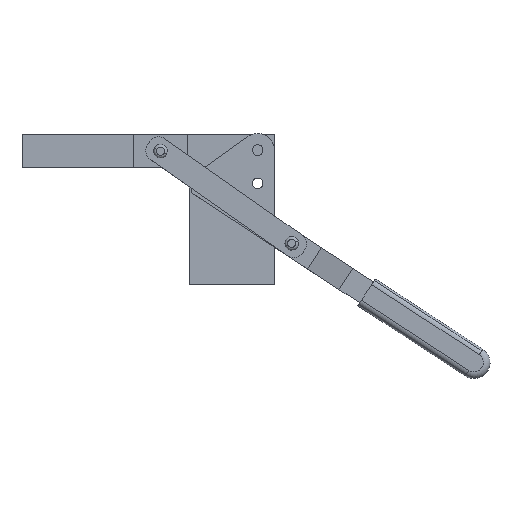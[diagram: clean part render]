
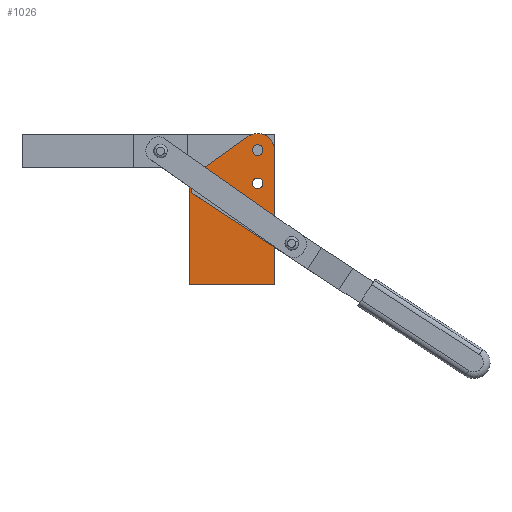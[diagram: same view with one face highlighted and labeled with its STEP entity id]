
A CAD part, top view. The second image highlights one B-rep face of the part: STEP entity #1026.
In plain terms, the highlighted planar face has unit normal (0, 0, 1).
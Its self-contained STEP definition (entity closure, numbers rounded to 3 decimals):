
#592=CARTESIAN_POINT('',(36.573,86.028,24.7));
#593=VERTEX_POINT('',#592);
#602=CARTESIAN_POINT('',(44.573,86.028,24.7));
#603=VERTEX_POINT('',#602);
#604=CARTESIAN_POINT('',(40.573,86.028,24.7));
#605=DIRECTION('',(0.0,0.0,-1.0));
#606=DIRECTION('',(-1.0,0.0,0.0));
#607=AXIS2_PLACEMENT_3D('',#604,#605,#606);
#608=CIRCLE('',#607,4.0);
#609=EDGE_CURVE('',#603,#593,#608,.T.);
#634=CARTESIAN_POINT('',(36.573,61.028,24.7));
#635=VERTEX_POINT('',#634);
#644=CARTESIAN_POINT('',(44.573,61.028,24.7));
#645=VERTEX_POINT('',#644);
#646=CARTESIAN_POINT('',(40.573,61.028,24.7));
#647=DIRECTION('',(0.0,0.0,-1.0));
#648=DIRECTION('',(-1.0,0.0,0.0));
#649=AXIS2_PLACEMENT_3D('',#646,#647,#648);
#650=CIRCLE('',#649,4.0);
#651=EDGE_CURVE('',#645,#635,#650,.T.);
#676=CARTESIAN_POINT('',(-3.727,57.528,24.7));
#677=VERTEX_POINT('',#676);
#686=CARTESIAN_POINT('',(8.873,57.528,24.7));
#687=VERTEX_POINT('',#686);
#688=CARTESIAN_POINT('',(2.573,57.528,24.7));
#689=DIRECTION('',(0.0,0.0,-1.0));
#690=DIRECTION('',(-1.0,0.0,0.0));
#691=AXIS2_PLACEMENT_3D('',#688,#689,#690);
#692=CIRCLE('',#691,6.3);
#693=EDGE_CURVE('',#687,#677,#692,.T.);
#727=CARTESIAN_POINT('',(2.573,57.528,24.7));
#728=DIRECTION('',(0.0,0.0,-1.0));
#729=DIRECTION('',(-1.0,0.0,0.0));
#730=AXIS2_PLACEMENT_3D('',#727,#728,#729);
#731=CIRCLE('',#730,6.3);
#732=EDGE_CURVE('',#677,#687,#731,.T.);
#751=CARTESIAN_POINT('',(40.573,61.028,24.7));
#752=DIRECTION('',(0.0,0.0,-1.0));
#753=DIRECTION('',(-1.0,0.0,0.0));
#754=AXIS2_PLACEMENT_3D('',#751,#752,#753);
#755=CIRCLE('',#754,4.0);
#756=EDGE_CURVE('',#635,#645,#755,.T.);
#775=CARTESIAN_POINT('',(40.573,86.028,24.7));
#776=DIRECTION('',(0.0,0.0,-1.0));
#777=DIRECTION('',(-1.0,0.0,0.0));
#778=AXIS2_PLACEMENT_3D('',#775,#776,#777);
#779=CIRCLE('',#778,4.0);
#780=EDGE_CURVE('',#593,#603,#779,.T.);
#790=CARTESIAN_POINT('',(-10.927,-14.972,24.7));
#791=VERTEX_POINT('',#790);
#792=CARTESIAN_POINT('',(-10.927,57.528,24.7));
#793=VERTEX_POINT('',#792);
#794=CARTESIAN_POINT('',(-10.927,-14.972,24.7));
#795=DIRECTION('',(0.0,1.0,0.0));
#796=VECTOR('',#795,72.5);
#797=LINE('',#794,#796);
#798=EDGE_CURVE('',#791,#793,#797,.T.);
#830=CARTESIAN_POINT('',(-5.298,68.496,24.7));
#831=VERTEX_POINT('',#830);
#832=CARTESIAN_POINT('',(2.573,57.528,24.7));
#833=DIRECTION('',(0.0,0.0,-1.0));
#834=DIRECTION('',(-0.583,0.812,0.0));
#835=AXIS2_PLACEMENT_3D('',#832,#833,#834);
#836=CIRCLE('',#835,13.5);
#837=EDGE_CURVE('',#793,#831,#836,.T.);
#863=CARTESIAN_POINT('',(33.285,96.184,24.7));
#864=VERTEX_POINT('',#863);
#865=CARTESIAN_POINT('',(-5.298,68.496,24.7));
#866=DIRECTION('',(0.812,0.583,0.0));
#867=VECTOR('',#866,47.489);
#868=LINE('',#865,#867);
#869=EDGE_CURVE('',#831,#864,#868,.T.);
#894=CARTESIAN_POINT('',(53.073,86.028,24.7));
#895=VERTEX_POINT('',#894);
#896=CARTESIAN_POINT('',(40.573,86.028,24.7));
#897=DIRECTION('',(0.0,0.0,-1.0));
#898=DIRECTION('',(1.0,0.0,0.0));
#899=AXIS2_PLACEMENT_3D('',#896,#897,#898);
#900=CIRCLE('',#899,12.5);
#901=EDGE_CURVE('',#864,#895,#900,.T.);
#927=CARTESIAN_POINT('',(53.073,-14.972,24.7));
#928=VERTEX_POINT('',#927);
#929=CARTESIAN_POINT('',(53.073,86.028,24.7));
#930=DIRECTION('',(0.0,-1.0,0.0));
#931=VECTOR('',#930,101.);
#932=LINE('',#929,#931);
#933=EDGE_CURVE('',#895,#928,#932,.T.);
#958=CARTESIAN_POINT('',(53.073,-14.972,24.7));
#959=DIRECTION('',(-1.0,0.0,0.0));
#960=VECTOR('',#959,64.);
#961=LINE('',#958,#960);
#962=EDGE_CURVE('',#928,#791,#961,.T.);
#1001=CARTESIAN_POINT('',(23.681,35.332,24.7));
#1002=DIRECTION('',(0.0,0.0,1.0));
#1003=DIRECTION('',(1.0,0.0,0.0));
#1004=AXIS2_PLACEMENT_3D('',#1001,#1002,#1003);
#1005=PLANE('',#1004);
#1006=ORIENTED_EDGE('',*,*,#798,.F.);
#1007=ORIENTED_EDGE('',*,*,#962,.F.);
#1008=ORIENTED_EDGE('',*,*,#933,.F.);
#1009=ORIENTED_EDGE('',*,*,#901,.F.);
#1010=ORIENTED_EDGE('',*,*,#869,.F.);
#1011=ORIENTED_EDGE('',*,*,#837,.F.);
#1012=EDGE_LOOP('',(#1006,#1007,#1008,#1009,#1010,#1011));
#1013=FACE_OUTER_BOUND('',#1012,.T.);
#1014=ORIENTED_EDGE('',*,*,#693,.T.);
#1015=ORIENTED_EDGE('',*,*,#732,.T.);
#1016=EDGE_LOOP('',(#1014,#1015));
#1017=FACE_BOUND('',#1016,.T.);
#1018=ORIENTED_EDGE('',*,*,#651,.T.);
#1019=ORIENTED_EDGE('',*,*,#756,.T.);
#1020=EDGE_LOOP('',(#1018,#1019));
#1021=FACE_BOUND('',#1020,.T.);
#1022=ORIENTED_EDGE('',*,*,#609,.T.);
#1023=ORIENTED_EDGE('',*,*,#780,.T.);
#1024=EDGE_LOOP('',(#1022,#1023));
#1025=FACE_BOUND('',#1024,.T.);
#1026=ADVANCED_FACE('',(#1013,#1017,#1021,#1025),#1005,.T.);
